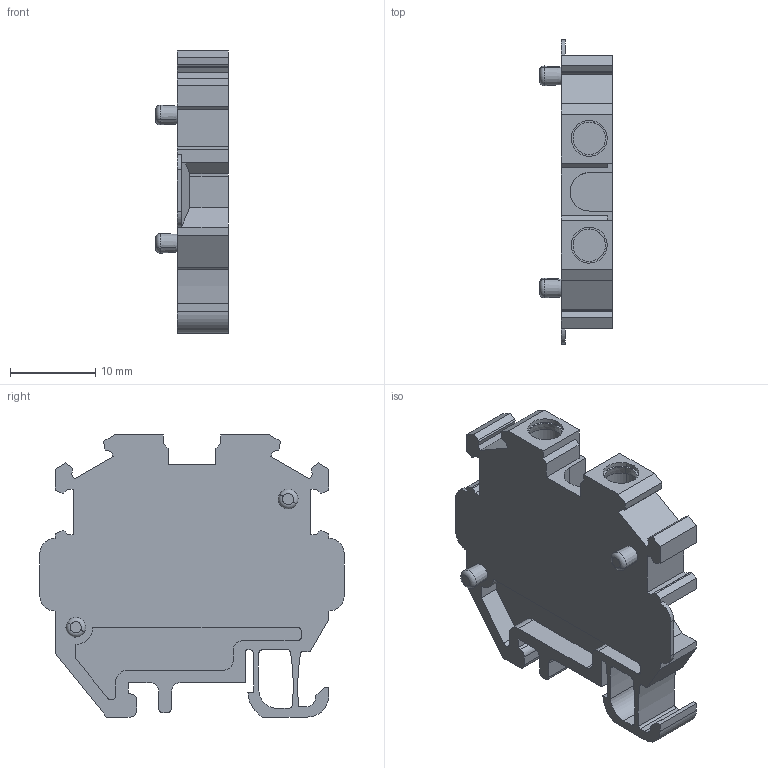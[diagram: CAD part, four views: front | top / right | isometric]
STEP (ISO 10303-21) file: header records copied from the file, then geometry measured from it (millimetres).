
FILE_DESCRIPTION(('CATIA V5R24 STEP','CAx-IF Rec.Pracs.--- Model Styling and Organization---1.2---2011-12-15'),'2;1');
FILE_NAME ('035382-1_1', '2018-08-24T11:07:13+00:00', ('Weidmueller Interface'), ('Weidmueller'), 'CATIA Version 5-6 Release 2014 SP4 HF52', 'CATIA V5 STEP AP214', 'none');
FILE_SCHEMA(('AUTOMOTIVE_DESIGN { 1 0 10303 214 1 1 1 1 }'));
Length unit declared in the file: millimetre
Products named in the file (1): 0489560000
Bounding box: 8.5 x 35.6 x 33 mm (x, y, z)
Volume: 3714.8 mm3; surface area: 3707.8 mm2
Topology: 1 solids, 1 shells, 230 faces, 620 edges, 408 vertices
Faces by surface type: plane 141, cylinder 67, cone 12, torus 10
Entity records: 6717 total; most frequent: ORIENTED_EDGE 1240, CARTESIAN_POINT 1192, DIRECTION 940, EDGE_CURVE 620, VECTOR 446, LINE 446, VERTEX_POINT 408, AXIS2_PLACEMENT_3D 334
